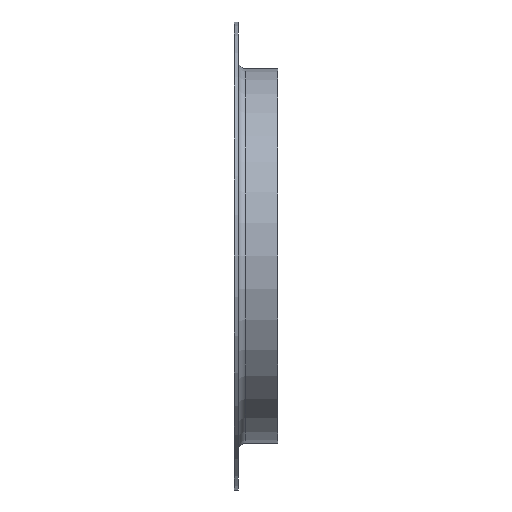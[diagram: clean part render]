
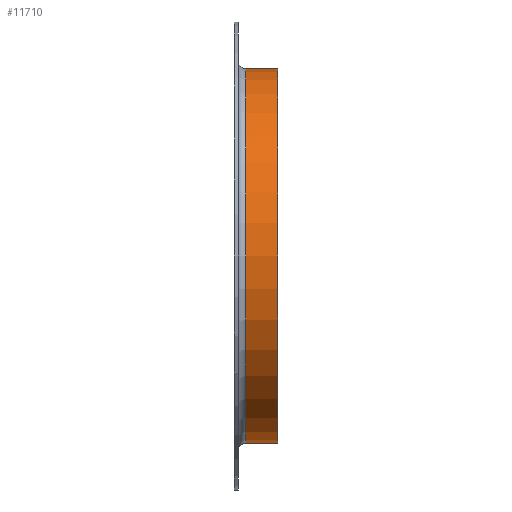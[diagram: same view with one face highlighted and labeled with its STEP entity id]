
A CAD part, front view. The second image highlights one B-rep face of the part: STEP entity #11710.
In plain terms, the highlighted cylindrical face has radius 128 mm (diameter 256 mm), a full revolution.
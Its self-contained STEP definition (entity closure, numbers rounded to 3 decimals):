
#592 = AXIS2_PLACEMENT_3D ( 'NONE', #7157, #4925, #3638 ) ;
#1615 = ORIENTED_EDGE ( 'NONE', *, *, #8882, .F. ) ;
#1701 = DIRECTION ( 'NONE',  ( -1., 0., 0. ) ) ;
#1953 = CARTESIAN_POINT ( 'NONE',  ( 30., 0., 128. ) ) ;
#2146 = EDGE_LOOP ( 'NONE', ( #1615 ) ) ;
#3111 = AXIS2_PLACEMENT_3D ( 'NONE', #6430, #1701, #4121 ) ;
#3155 = VERTEX_POINT ( 'NONE', #1953 ) ;
#3638 = DIRECTION ( 'NONE',  ( 0., 0., 1. ) ) ;
#3653 = CIRCLE ( 'NONE', #3111, 128. ) ;
#3823 = CARTESIAN_POINT ( 'NONE',  ( 30., 0., 0. ) ) ;
#3990 = EDGE_CURVE ( 'NONE', #3155, #3155, #4794, .T. ) ;
#4121 = DIRECTION ( 'NONE',  ( 0., 0., 1. ) ) ;
#4717 = DIRECTION ( 'NONE',  ( 0., 0., 1. ) ) ;
#4794 = CIRCLE ( 'NONE', #8879, 128. ) ;
#4802 = DIRECTION ( 'NONE',  ( -1., 0., 0. ) ) ;
#4925 = DIRECTION ( 'NONE',  ( -1., 0., 0. ) ) ;
#6430 = CARTESIAN_POINT ( 'NONE',  ( 8., 0., 0. ) ) ;
#7155 = VERTEX_POINT ( 'NONE', #8366 ) ;
#7157 = CARTESIAN_POINT ( 'NONE',  ( 0., 0., 0. ) ) ;
#8202 = CYLINDRICAL_SURFACE ( 'NONE', #592, 128. ) ;
#8366 = CARTESIAN_POINT ( 'NONE',  ( 8., 0., 128. ) ) ;
#8453 = FACE_OUTER_BOUND ( 'NONE', #10670, .T. ) ;
#8879 = AXIS2_PLACEMENT_3D ( 'NONE', #3823, #4802, #4717 ) ;
#8882 = EDGE_CURVE ( 'NONE', #7155, #7155, #3653, .T. ) ;
#9661 = FACE_OUTER_BOUND ( 'NONE', #2146, .T. ) ;
#10670 = EDGE_LOOP ( 'NONE', ( #15210 ) ) ;
#11710 = ADVANCED_FACE ( 'NONE', ( #9661, #8453 ), #8202, .T. ) ;
#15210 = ORIENTED_EDGE ( 'NONE', *, *, #3990, .T. ) ;
